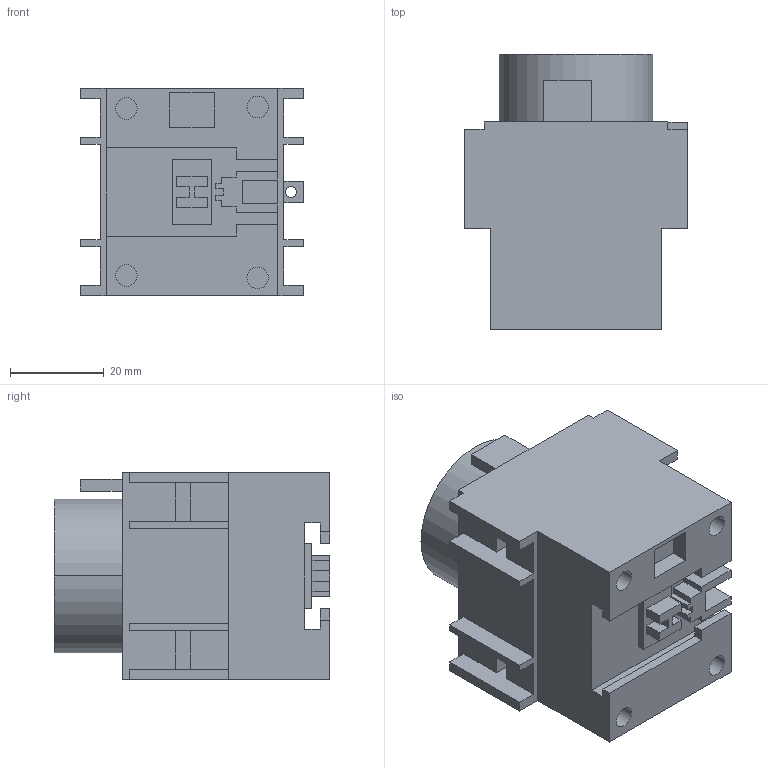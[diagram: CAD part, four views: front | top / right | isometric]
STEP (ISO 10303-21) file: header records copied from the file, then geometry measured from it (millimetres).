
FILE_DESCRIPTION((''),'2;1');
FILE_NAME('LADS2','2018-11-26T',('SESA53502'),('Schneider-Electric'),'PRO/ENGINEER BY PARAMETRIC TECHNOLOGY CORPORATION, 2015440','PRO/ENGINEER BY PARAMETRIC TECHNOLOGY CORPORATION, 2015440','');
FILE_SCHEMA(('CONFIG_CONTROL_DESIGN'));
Length unit declared in the file: inch
Products named in the file (1): LADS2
Bounding box: 47.5 x 58.67 x 44.2 mm (x, y, z)
Volume: 80678.9 mm3; surface area: 17629 mm2
Topology: 1 solids, 1 shells, 159 faces, 436 edges, 284 vertices
Faces by surface type: plane 123, cylinder 28, cone 8
Entity records: 4986 total; most frequent: CARTESIAN_POINT 871, ORIENTED_EDGE 856, DIRECTION 802, EDGE_CURVE 428, VECTOR 372, LINE 372, VERTEX_POINT 284, AXIS2_PLACEMENT_3D 215
